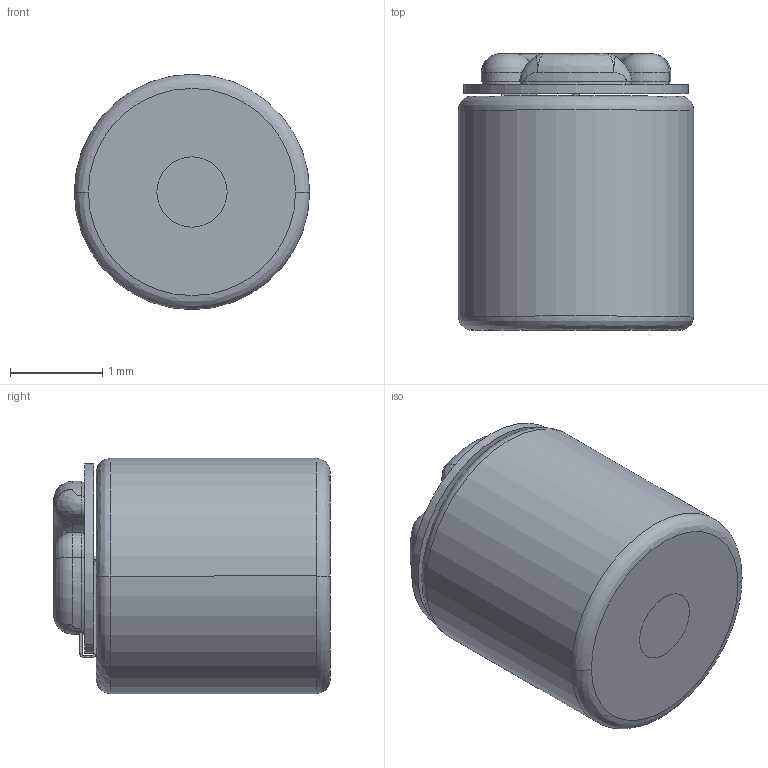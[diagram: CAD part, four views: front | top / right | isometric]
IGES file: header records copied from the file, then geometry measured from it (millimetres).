
Start section:  PTC IGES file: fg-23453-000_sw.igs
Global section: file name: fg-23453-000_sw.igs; native system: Pro/ENGINEER by Parametric Technology Corporation; preprocessor: 2007460; author: SZheng; organization: Unknown; date: 20090304.090752; units: inch
Bounding box: 2.55 x 3 x 2.55 mm (x, y, z)
Surface area: 67.4 mm2 (no closed solid volume)
Topology: 0 solids, 0 shells, 178 faces, 824 edges, 824 vertices
Faces by surface type: revolution 104, bspline 74
